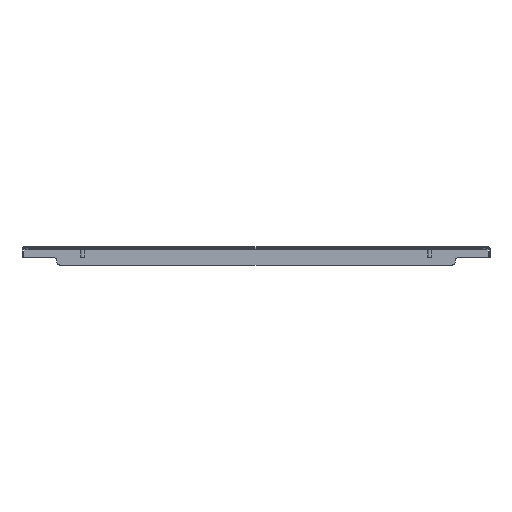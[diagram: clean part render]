
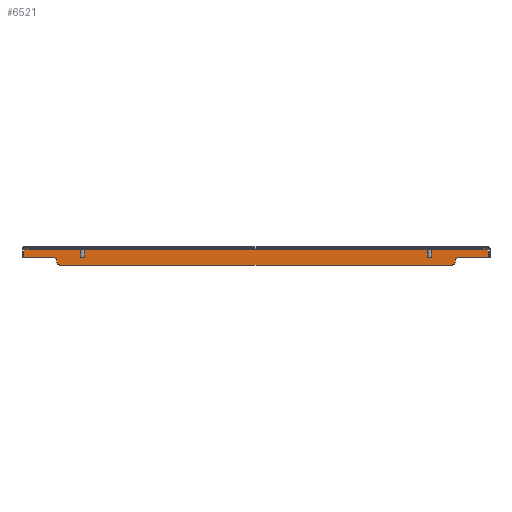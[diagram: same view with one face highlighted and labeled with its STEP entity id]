
A CAD part, front view. The second image highlights one B-rep face of the part: STEP entity #6521.
In plain terms, the highlighted planar face has unit normal (0, -1, 0).
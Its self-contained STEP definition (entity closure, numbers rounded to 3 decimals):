
#19 = EDGE_CURVE ( 'NONE', #5336, #286, #7650, .T. ) ;
#32 = LINE ( 'NONE', #5095, #4406 ) ;
#286 = VERTEX_POINT ( 'NONE', #4367 ) ;
#292 = EDGE_CURVE ( 'NONE', #5336, #3651, #1373, .T. ) ;
#350 = VECTOR ( 'NONE', #7065, 1000. ) ;
#400 = CARTESIAN_POINT ( 'NONE',  ( 331.086, 698.5, -30. ) ) ;
#411 = AXIS2_PLACEMENT_3D ( 'NONE', #5606, #4318, #5099 ) ;
#492 = VERTEX_POINT ( 'NONE', #6242 ) ;
#601 = CIRCLE ( 'NONE', #3596, 5. ) ;
#632 = CARTESIAN_POINT ( 'NONE',  ( 386.086, 698.5, -1.5 ) ) ;
#833 = EDGE_CURVE ( 'NONE', #492, #919, #5809, .T. ) ;
#919 = VERTEX_POINT ( 'NONE', #1167 ) ;
#932 = CARTESIAN_POINT ( 'NONE',  ( 336.086, 698.5, -22.8 ) ) ;
#956 = EDGE_CURVE ( 'NONE', #4350, #2422, #7840, .T. ) ;
#1011 = EDGE_CURVE ( 'NONE', #919, #2422, #601, .T. ) ;
#1092 = CARTESIAN_POINT ( 'NONE',  ( 331.086, 698.5, -25. ) ) ;
#1167 = CARTESIAN_POINT ( 'NONE',  ( 326.086, 698.5, -30. ) ) ;
#1248 = AXIS2_PLACEMENT_3D ( 'NONE', #932, #2812, #5983 ) ;
#1254 = DIRECTION ( 'NONE',  ( 0., 0., -1. ) ) ;
#1283 = DIRECTION ( 'NONE',  ( 0., 0., 1. ) ) ;
#1310 = DIRECTION ( 'NONE',  ( 0., 0., 1. ) ) ;
#1373 = LINE ( 'NONE', #7445, #5588 ) ;
#1449 = EDGE_CURVE ( 'NONE', #4350, #8023, #7225, .T. ) ;
#1550 = CARTESIAN_POINT ( 'NONE',  ( -389., 698.5, -3. ) ) ;
#1601 = CARTESIAN_POINT ( 'NONE',  ( -386.086, 698.5, -17.8 ) ) ;
#1886 = DIRECTION ( 'NONE',  ( -1., 0., 0. ) ) ;
#1892 = CARTESIAN_POINT ( 'NONE',  ( -386.086, 698.5, -17.8 ) ) ;
#2231 = LINE ( 'NONE', #1601, #2702 ) ;
#2256 = EDGE_CURVE ( 'NONE', #2837, #3651, #2231, .T. ) ;
#2422 = VERTEX_POINT ( 'NONE', #1092 ) ;
#2440 = ORIENTED_EDGE ( 'NONE', *, *, #5281, .T. ) ;
#2466 = VECTOR ( 'NONE', #6851, 1000. ) ;
#2552 = VERTEX_POINT ( 'NONE', #6300 ) ;
#2702 = VECTOR ( 'NONE', #6620, 1000. ) ;
#2812 = DIRECTION ( 'NONE',  ( 0., 1., 0. ) ) ;
#2837 = VERTEX_POINT ( 'NONE', #3614 ) ;
#2847 = CARTESIAN_POINT ( 'NONE',  ( -336.086, 698.5, -22.8 ) ) ;
#2867 = DIRECTION ( 'NONE',  ( 1., 0., 0. ) ) ;
#3253 = VECTOR ( 'NONE', #2867, 1000. ) ;
#3451 = DIRECTION ( 'NONE',  ( 0., 0., 1. ) ) ;
#3596 = AXIS2_PLACEMENT_3D ( 'NONE', #7010, #7048, #4579 ) ;
#3614 = CARTESIAN_POINT ( 'NONE',  ( -336.086, 698.5, -17.8 ) ) ;
#3620 = DIRECTION ( 'NONE',  ( 0., 0., -1. ) ) ;
#3651 = VERTEX_POINT ( 'NONE', #1892 ) ;
#3694 = LINE ( 'NONE', #632, #2466 ) ;
#3748 = ORIENTED_EDGE ( 'NONE', *, *, #1449, .T. ) ;
#3777 = CARTESIAN_POINT ( 'NONE',  ( 331.086, 698.5, -22.8 ) ) ;
#3788 = PLANE ( 'NONE',  #5633 ) ;
#3857 = FACE_OUTER_BOUND ( 'NONE', #6703, .T. ) ;
#4066 = DIRECTION ( 'NONE',  ( 0., 1., 0. ) ) ;
#4070 = AXIS2_PLACEMENT_3D ( 'NONE', #2847, #4066, #3451 ) ;
#4113 = ORIENTED_EDGE ( 'NONE', *, *, #4197, .F. ) ;
#4197 = EDGE_CURVE ( 'NONE', #286, #4662, #3694, .T. ) ;
#4295 = ORIENTED_EDGE ( 'NONE', *, *, #2256, .F. ) ;
#4310 = ORIENTED_EDGE ( 'NONE', *, *, #956, .F. ) ;
#4318 = DIRECTION ( 'NONE',  ( 0., -1., 0. ) ) ;
#4350 = VERTEX_POINT ( 'NONE', #3777 ) ;
#4367 = CARTESIAN_POINT ( 'NONE',  ( 386.086, 698.5, -3. ) ) ;
#4406 = VECTOR ( 'NONE', #1886, 1000. ) ;
#4477 = VERTEX_POINT ( 'NONE', #5663 ) ;
#4579 = DIRECTION ( 'NONE',  ( 0., 0., 1. ) ) ;
#4662 = VERTEX_POINT ( 'NONE', #7684 ) ;
#4907 = ORIENTED_EDGE ( 'NONE', *, *, #19, .F. ) ;
#5045 = VECTOR ( 'NONE', #1310, 1000. ) ;
#5095 = CARTESIAN_POINT ( 'NONE',  ( 386.086, 698.5, -17.8 ) ) ;
#5099 = DIRECTION ( 'NONE',  ( 0., 0., 1. ) ) ;
#5100 = CIRCLE ( 'NONE', #4070, 5. ) ;
#5116 = ORIENTED_EDGE ( 'NONE', *, *, #292, .T. ) ;
#5259 = CARTESIAN_POINT ( 'NONE',  ( -386.086, 698.5, -3. ) ) ;
#5281 = EDGE_CURVE ( 'NONE', #2552, #492, #5347, .T. ) ;
#5336 = VERTEX_POINT ( 'NONE', #5259 ) ;
#5347 = CIRCLE ( 'NONE', #411, 5. ) ;
#5453 = ORIENTED_EDGE ( 'NONE', *, *, #6415, .T. ) ;
#5588 = VECTOR ( 'NONE', #1254, 1000. ) ;
#5606 = CARTESIAN_POINT ( 'NONE',  ( -326.086, 698.5, -25. ) ) ;
#5633 = AXIS2_PLACEMENT_3D ( 'NONE', #6902, #6334, #1283 ) ;
#5663 = CARTESIAN_POINT ( 'NONE',  ( -331.086, 698.5, -22.8 ) ) ;
#5809 = LINE ( 'NONE', #7676, #350 ) ;
#5957 = ORIENTED_EDGE ( 'NONE', *, *, #833, .T. ) ;
#5968 = ORIENTED_EDGE ( 'NONE', *, *, #7631, .F. ) ;
#5983 = DIRECTION ( 'NONE',  ( 0., 0., 1. ) ) ;
#5990 = ORIENTED_EDGE ( 'NONE', *, *, #1011, .T. ) ;
#6242 = CARTESIAN_POINT ( 'NONE',  ( -326.086, 698.5, -30. ) ) ;
#6285 = LINE ( 'NONE', #6890, #5045 ) ;
#6300 = CARTESIAN_POINT ( 'NONE',  ( -331.086, 698.5, -25. ) ) ;
#6334 = DIRECTION ( 'NONE',  ( 0., 1., 0. ) ) ;
#6415 = EDGE_CURVE ( 'NONE', #2837, #4477, #5100, .T. ) ;
#6521 = ADVANCED_FACE ( 'NONE', ( #3857 ), #3788, .F. ) ;
#6620 = DIRECTION ( 'NONE',  ( -1., 0., 0. ) ) ;
#6703 = EDGE_LOOP ( 'NONE', ( #7168, #2440, #5957, #5990, #4310, #3748, #5968, #4113, #4907, #5116, #4295, #5453 ) ) ;
#6851 = DIRECTION ( 'NONE',  ( 0., 0., -1. ) ) ;
#6890 = CARTESIAN_POINT ( 'NONE',  ( -331.086, 698.5, -30. ) ) ;
#6902 = CARTESIAN_POINT ( 'NONE',  ( 0., 698.5, 0. ) ) ;
#7010 = CARTESIAN_POINT ( 'NONE',  ( 326.086, 698.5, -25. ) ) ;
#7048 = DIRECTION ( 'NONE',  ( 0., -1., 0. ) ) ;
#7065 = DIRECTION ( 'NONE',  ( 1., 0., 0. ) ) ;
#7168 = ORIENTED_EDGE ( 'NONE', *, *, #7657, .F. ) ;
#7225 = CIRCLE ( 'NONE', #1248, 5. ) ;
#7444 = CARTESIAN_POINT ( 'NONE',  ( 336.086, 698.5, -17.8 ) ) ;
#7445 = CARTESIAN_POINT ( 'NONE',  ( -386.086, 698.5, 0. ) ) ;
#7631 = EDGE_CURVE ( 'NONE', #4662, #8023, #32, .T. ) ;
#7650 = LINE ( 'NONE', #1550, #3253 ) ;
#7657 = EDGE_CURVE ( 'NONE', #2552, #4477, #6285, .T. ) ;
#7676 = CARTESIAN_POINT ( 'NONE',  ( 0., 698.5, -30. ) ) ;
#7684 = CARTESIAN_POINT ( 'NONE',  ( 386.086, 698.5, -17.8 ) ) ;
#7840 = LINE ( 'NONE', #400, #8008 ) ;
#8008 = VECTOR ( 'NONE', #3620, 1000. ) ;
#8023 = VERTEX_POINT ( 'NONE', #7444 ) ;
